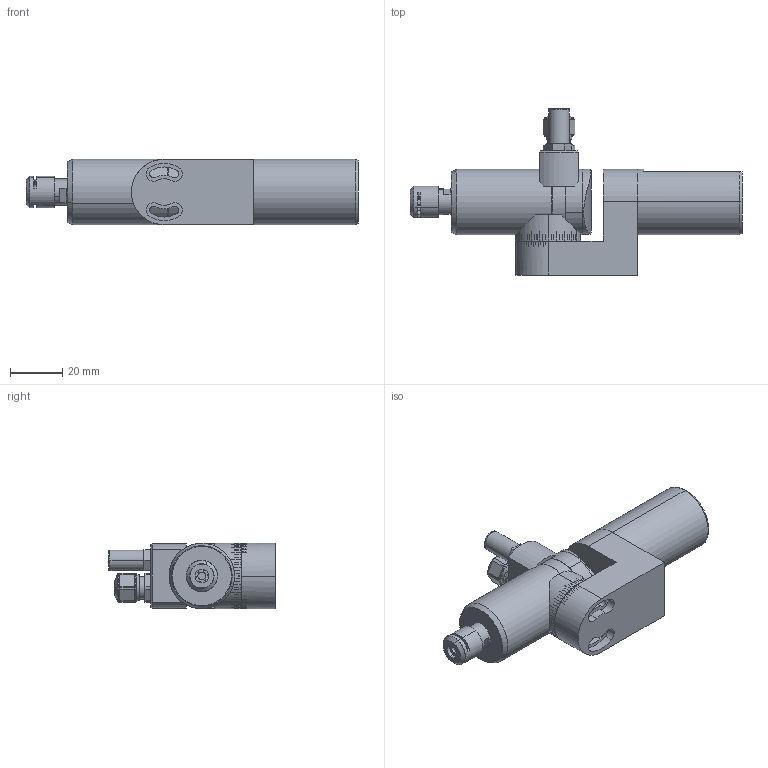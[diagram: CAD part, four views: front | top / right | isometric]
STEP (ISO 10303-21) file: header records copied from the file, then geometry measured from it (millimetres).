
FILE_DESCRIPTION (( 'STEP AP203' ), '1' );
FILE_NAME ('025S060PS-97-.STEP', '2012-04-25T13:32:42', ( 'FM10CAD1' ), ( 'IBAG Switzerland AG' ), 'SwSTEP 2.0', 'SolidWorks 2010', '' );
FILE_SCHEMA (( 'CONFIG_CONTROL_DESIGN' ));
Length unit declared in the file: millimetre
Products named in the file (1): 025S060PS-97-
Bounding box: 126.78 x 63.5 x 25 mm (x, y, z)
Surface area: 20917.2 mm2 (no closed solid volume)
Topology: 0 solids, 21 shells, 244 faces, 1438 edges, 1119 vertices
Faces by surface type: plane 107, cylinder 97, cone 26, torus 14
Entity records: 14525 total; most frequent: CARTESIAN_POINT 3203, DIRECTION 2522, ORIENTED_EDGE 2006, EDGE_CURVE 1436, VERTEX_POINT 1119, AXIS2_PLACEMENT_3D 896, LINE 730, VECTOR 730
